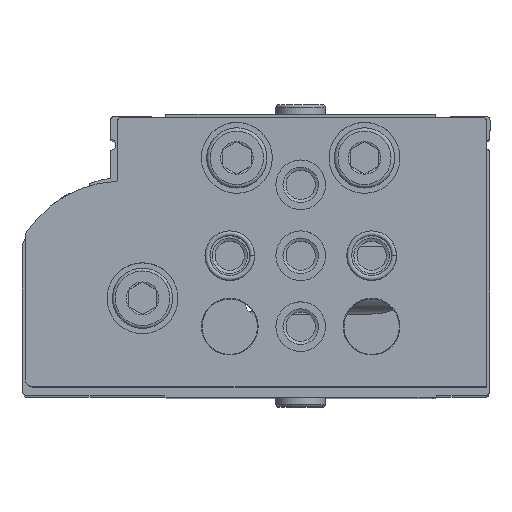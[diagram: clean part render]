
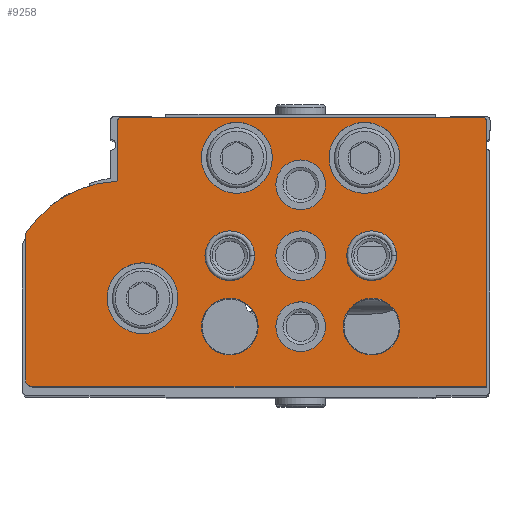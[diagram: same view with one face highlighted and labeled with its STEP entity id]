
A CAD part, top view. The second image highlights one B-rep face of the part: STEP entity #9258.
In plain terms, the highlighted face is planar.
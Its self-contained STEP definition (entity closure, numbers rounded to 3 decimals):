
#927=LINE('',#15489,#1634);
#929=LINE('',#15493,#1636);
#932=LINE('',#15501,#1639);
#937=LINE('',#15517,#1644);
#940=LINE('',#15525,#1647);
#1634=VECTOR('',#12608,1000.);
#1636=VECTOR('',#12612,1000.);
#1639=VECTOR('',#12621,1000.);
#1644=VECTOR('',#12640,1000.);
#1647=VECTOR('',#12649,1000.);
#3536=ORIENTED_EDGE('',*,*,#5178,.T.);
#3537=ORIENTED_EDGE('',*,*,#5179,.T.);
#3538=ORIENTED_EDGE('',*,*,#5180,.T.);
#3539=ORIENTED_EDGE('',*,*,#5181,.T.);
#3540=ORIENTED_EDGE('',*,*,#5182,.T.);
#3541=ORIENTED_EDGE('',*,*,#5183,.T.);
#3542=ORIENTED_EDGE('',*,*,#5184,.T.);
#3543=ORIENTED_EDGE('',*,*,#5185,.T.);
#3544=ORIENTED_EDGE('',*,*,#5186,.T.);
#3545=ORIENTED_EDGE('',*,*,#5187,.T.);
#3546=ORIENTED_EDGE('',*,*,#5155,.F.);
#3547=ORIENTED_EDGE('',*,*,#5176,.F.);
#3548=ORIENTED_EDGE('',*,*,#5174,.F.);
#3549=ORIENTED_EDGE('',*,*,#5172,.F.);
#3550=ORIENTED_EDGE('',*,*,#5170,.T.);
#3551=ORIENTED_EDGE('',*,*,#5168,.F.);
#3552=ORIENTED_EDGE('',*,*,#5166,.F.);
#3553=ORIENTED_EDGE('',*,*,#5164,.F.);
#3554=ORIENTED_EDGE('',*,*,#5162,.F.);
#3555=ORIENTED_EDGE('',*,*,#5160,.F.);
#3556=ORIENTED_EDGE('',*,*,#5158,.F.);
#5155=EDGE_CURVE('',#6162,#6163,#6743,.T.);
#5158=EDGE_CURVE('',#6163,#6164,#927,.T.);
#5160=EDGE_CURVE('',#6164,#6165,#929,.T.);
#5162=EDGE_CURVE('',#6165,#6166,#6744,.T.);
#5164=EDGE_CURVE('',#6166,#6167,#932,.T.);
#5166=EDGE_CURVE('',#6167,#6168,#6745,.T.);
#5168=EDGE_CURVE('',#6168,#6169,#6746,.T.);
#5170=EDGE_CURVE('',#6170,#6169,#6747,.T.);
#5172=EDGE_CURVE('',#6170,#6171,#937,.T.);
#5174=EDGE_CURVE('',#6171,#6172,#6748,.T.);
#5176=EDGE_CURVE('',#6172,#6162,#940,.T.);
#5178=EDGE_CURVE('',#6173,#6173,#6749,.T.);
#5179=EDGE_CURVE('',#6174,#6174,#6750,.T.);
#5180=EDGE_CURVE('',#6175,#6175,#6751,.T.);
#5181=EDGE_CURVE('',#6176,#6176,#6752,.T.);
#5182=EDGE_CURVE('',#6177,#6177,#6753,.T.);
#5183=EDGE_CURVE('',#6178,#6178,#6754,.T.);
#5184=EDGE_CURVE('',#6179,#6179,#6755,.T.);
#5185=EDGE_CURVE('',#6180,#6180,#6756,.T.);
#5186=EDGE_CURVE('',#6181,#6181,#6757,.T.);
#5187=EDGE_CURVE('',#6182,#6182,#6758,.T.);
#6162=VERTEX_POINT('',#15484);
#6163=VERTEX_POINT('',#15485);
#6164=VERTEX_POINT('',#15490);
#6165=VERTEX_POINT('',#15494);
#6166=VERTEX_POINT('',#15498);
#6167=VERTEX_POINT('',#15502);
#6168=VERTEX_POINT('',#15506);
#6169=VERTEX_POINT('',#15510);
#6170=VERTEX_POINT('',#15514);
#6171=VERTEX_POINT('',#15518);
#6172=VERTEX_POINT('',#15522);
#6173=VERTEX_POINT('',#15529);
#6174=VERTEX_POINT('',#15531);
#6175=VERTEX_POINT('',#15533);
#6176=VERTEX_POINT('',#15535);
#6177=VERTEX_POINT('',#15537);
#6178=VERTEX_POINT('',#15539);
#6179=VERTEX_POINT('',#15541);
#6180=VERTEX_POINT('',#15543);
#6181=VERTEX_POINT('',#15545);
#6182=VERTEX_POINT('',#15547);
#6743=CIRCLE('',#10359,0.5);
#6744=CIRCLE('',#10363,1.);
#6745=CIRCLE('',#10366,1.);
#6746=CIRCLE('',#10368,16.);
#6747=CIRCLE('',#10370,0.3);
#6748=CIRCLE('',#10373,0.5);
#6749=CIRCLE('',#10376,5.);
#6750=CIRCLE('',#10377,5.);
#6751=CIRCLE('',#10378,5.);
#6752=CIRCLE('',#10379,3.5);
#6753=CIRCLE('',#10380,3.5);
#6754=CIRCLE('',#10381,3.5);
#6755=CIRCLE('',#10382,3.5);
#6756=CIRCLE('',#10383,3.5);
#6757=CIRCLE('',#10384,4.);
#6758=CIRCLE('',#10385,4.);
#7402=EDGE_LOOP('',(#3536));
#7403=EDGE_LOOP('',(#3537));
#7404=EDGE_LOOP('',(#3538));
#7405=EDGE_LOOP('',(#3539));
#7406=EDGE_LOOP('',(#3540));
#7407=EDGE_LOOP('',(#3541));
#7408=EDGE_LOOP('',(#3542));
#7409=EDGE_LOOP('',(#3543));
#7410=EDGE_LOOP('',(#3544));
#7411=EDGE_LOOP('',(#3545));
#7412=EDGE_LOOP('',(#3546,#3547,#3548,#3549,#3550,#3551,#3552,#3553,#3554,
#3555,#3556));
#8256=FACE_BOUND('',#7402,.T.);
#8257=FACE_BOUND('',#7403,.T.);
#8258=FACE_BOUND('',#7404,.T.);
#8259=FACE_BOUND('',#7405,.T.);
#8260=FACE_BOUND('',#7406,.T.);
#8261=FACE_BOUND('',#7407,.T.);
#8262=FACE_BOUND('',#7408,.T.);
#8263=FACE_BOUND('',#7409,.T.);
#8264=FACE_BOUND('',#7410,.T.);
#8265=FACE_BOUND('',#7411,.T.);
#8266=FACE_BOUND('',#7412,.T.);
#8780=PLANE('',#10375);
#9258=ADVANCED_FACE('',(#8256,#8257,#8258,#8259,#8260,#8261,#8262,#8263,
#8264,#8265,#8266),#8780,.F.);
#10359=AXIS2_PLACEMENT_3D('',#15483,#12602,#12603);
#10363=AXIS2_PLACEMENT_3D('',#15497,#12616,#12617);
#10366=AXIS2_PLACEMENT_3D('',#15505,#12625,#12626);
#10368=AXIS2_PLACEMENT_3D('',#15509,#12630,#12631);
#10370=AXIS2_PLACEMENT_3D('',#15513,#12635,#12636);
#10373=AXIS2_PLACEMENT_3D('',#15521,#12644,#12645);
#10375=AXIS2_PLACEMENT_3D('',#15527,#12651,#12652);
#10376=AXIS2_PLACEMENT_3D('',#15528,#12653,#12654);
#10377=AXIS2_PLACEMENT_3D('',#15530,#12655,#12656);
#10378=AXIS2_PLACEMENT_3D('',#15532,#12657,#12658);
#10379=AXIS2_PLACEMENT_3D('',#15534,#12659,#12660);
#10380=AXIS2_PLACEMENT_3D('',#15536,#12661,#12662);
#10381=AXIS2_PLACEMENT_3D('',#15538,#12663,#12664);
#10382=AXIS2_PLACEMENT_3D('',#15540,#12665,#12666);
#10383=AXIS2_PLACEMENT_3D('',#15542,#12667,#12668);
#10384=AXIS2_PLACEMENT_3D('',#15544,#12669,#12670);
#10385=AXIS2_PLACEMENT_3D('',#15546,#12671,#12672);
#12602=DIRECTION('',(0.,0.,1.));
#12603=DIRECTION('',(1.,0.,0.));
#12608=DIRECTION('',(0.,-1.,0.));
#12612=DIRECTION('',(1.,0.,0.));
#12616=DIRECTION('',(0.,0.,1.));
#12617=DIRECTION('',(1.,0.,0.));
#12621=DIRECTION('',(0.,1.,0.));
#12625=DIRECTION('',(0.,0.,1.));
#12626=DIRECTION('',(1.,0.,0.));
#12630=DIRECTION('',(0.,0.,1.));
#12631=DIRECTION('',(1.,0.,0.));
#12635=DIRECTION('',(0.,0.,1.));
#12636=DIRECTION('',(1.,0.,0.));
#12640=DIRECTION('',(0.,1.,0.));
#12644=DIRECTION('',(0.,0.,1.));
#12645=DIRECTION('',(1.,0.,0.));
#12649=DIRECTION('',(-1.,0.,0.));
#12651=DIRECTION('',(0.,0.,1.));
#12652=DIRECTION('',(1.,0.,0.));
#12653=DIRECTION('',(0.,0.,1.));
#12654=DIRECTION('',(1.,0.,0.));
#12655=DIRECTION('',(0.,0.,1.));
#12656=DIRECTION('',(1.,0.,0.));
#12657=DIRECTION('',(0.,0.,1.));
#12658=DIRECTION('',(1.,0.,0.));
#12659=DIRECTION('',(0.,0.,1.));
#12660=DIRECTION('',(1.,0.,0.));
#12661=DIRECTION('',(0.,0.,1.));
#12662=DIRECTION('',(1.,0.,0.));
#12663=DIRECTION('',(0.,0.,1.));
#12664=DIRECTION('',(1.,0.,0.));
#12665=DIRECTION('',(0.,0.,1.));
#12666=DIRECTION('',(1.,0.,0.));
#12667=DIRECTION('',(0.,0.,1.));
#12668=DIRECTION('',(1.,0.,0.));
#12669=DIRECTION('',(0.,0.,1.));
#12670=DIRECTION('',(1.,0.,0.));
#12671=DIRECTION('',(0.,0.,1.));
#12672=DIRECTION('',(1.,0.,0.));
#15483=CARTESIAN_POINT('',(0.5,37.5,0.));
#15484=CARTESIAN_POINT('',(0.5,38.,0.));
#15485=CARTESIAN_POINT('',(0.,37.5,0.));
#15489=CARTESIAN_POINT('',(0.,37.5,0.));
#15490=CARTESIAN_POINT('',(0.,0.,0.));
#15493=CARTESIAN_POINT('',(0.,0.,0.));
#15494=CARTESIAN_POINT('',(64.,0.,0.));
#15497=CARTESIAN_POINT('',(64.,1.,0.));
#15498=CARTESIAN_POINT('',(65.,1.,0.));
#15501=CARTESIAN_POINT('',(65.,1.,0.));
#15502=CARTESIAN_POINT('',(65.,21.292,0.));
#15505=CARTESIAN_POINT('',(64.,21.292,0.));
#15506=CARTESIAN_POINT('',(64.833,21.844,0.));
#15509=CARTESIAN_POINT('',(51.5,13.,0.));
#15510=CARTESIAN_POINT('',(52.285,28.981,0.));
#15513=CARTESIAN_POINT('',(52.3,29.28,0.));
#15514=CARTESIAN_POINT('',(52.,29.28,0.));
#15517=CARTESIAN_POINT('',(52.,29.28,0.));
#15518=CARTESIAN_POINT('',(52.,37.5,0.));
#15521=CARTESIAN_POINT('',(51.5,37.5,0.));
#15522=CARTESIAN_POINT('',(51.5,38.,0.));
#15525=CARTESIAN_POINT('',(51.5,38.,0.));
#15527=CARTESIAN_POINT('',(0.5,37.5,0.));
#15528=CARTESIAN_POINT('',(48.5,12.5,0.));
#15529=CARTESIAN_POINT('',(53.5,12.5,0.));
#15530=CARTESIAN_POINT('',(35.2,32.3,0.));
#15531=CARTESIAN_POINT('',(40.2,32.3,0.));
#15532=CARTESIAN_POINT('',(17.2,32.3,0.));
#15533=CARTESIAN_POINT('',(22.2,32.3,0.));
#15534=CARTESIAN_POINT('',(26.2,28.5,0.));
#15535=CARTESIAN_POINT('',(29.7,28.5,0.));
#15536=CARTESIAN_POINT('',(36.2,18.5,0.));
#15537=CARTESIAN_POINT('',(39.7,18.5,0.));
#15538=CARTESIAN_POINT('',(26.2,18.5,0.));
#15539=CARTESIAN_POINT('',(29.7,18.5,0.));
#15540=CARTESIAN_POINT('',(16.2,18.5,0.));
#15541=CARTESIAN_POINT('',(19.7,18.5,0.));
#15542=CARTESIAN_POINT('',(26.2,8.5,0.));
#15543=CARTESIAN_POINT('',(29.7,8.5,0.));
#15544=CARTESIAN_POINT('',(36.2,8.5,0.));
#15545=CARTESIAN_POINT('',(40.2,8.5,0.));
#15546=CARTESIAN_POINT('',(16.2,8.5,0.));
#15547=CARTESIAN_POINT('',(20.2,8.5,0.));
